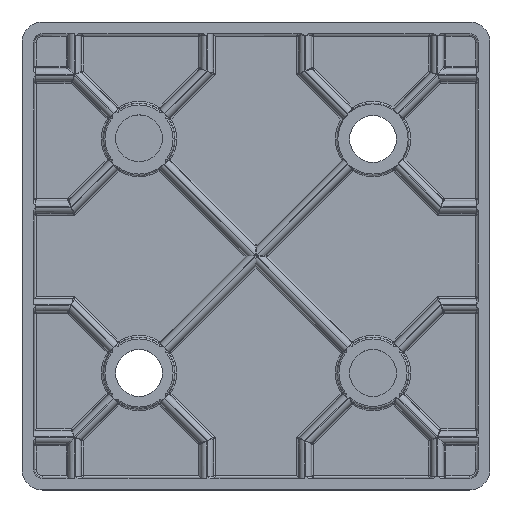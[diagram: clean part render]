
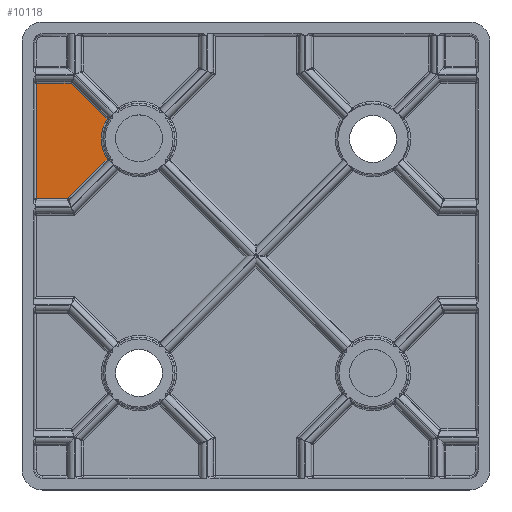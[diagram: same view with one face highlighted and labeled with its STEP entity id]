
A CAD part, top view. The second image highlights one B-rep face of the part: STEP entity #10118.
In plain terms, the highlighted planar face has unit normal (0, 0, 1).
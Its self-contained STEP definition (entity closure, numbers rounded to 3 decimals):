
#2691 = EDGE_CURVE('',#2692,#2694,#2696,.T.);
#2692 = VERTEX_POINT('',#2693);
#2693 = CARTESIAN_POINT('',(-26.45,20.,2.));
#2694 = VERTEX_POINT('',#2695);
#2695 = CARTESIAN_POINT('',(-25.469,23.419,2.));
#2696 = SURFACE_CURVE('',#2697,(#2702,#2714),.PCURVE_S1.);
#2697 = CIRCLE('',#2698,6.45);
#2698 = AXIS2_PLACEMENT_3D('',#2699,#2700,#2701);
#2699 = CARTESIAN_POINT('',(-20.,20.,2.));
#2700 = DIRECTION('',(0.,0.,-1.));
#2701 = DIRECTION('',(1.,0.,0.));
#2702 = PCURVE('',#2703,#2708);
#2703 = TOROIDAL_SURFACE('',#2704,6.45,0.3);
#2704 = AXIS2_PLACEMENT_3D('',#2705,#2706,#2707);
#2705 = CARTESIAN_POINT('',(-20.,20.,2.3));
#2706 = DIRECTION('',(0.,0.,1.));
#2707 = DIRECTION('',(1.,0.,-0.));
#2708 = DEFINITIONAL_REPRESENTATION('',(#2709),#2713);
#2709 = LINE('',#2710,#2711);
#2710 = CARTESIAN_POINT('',(6.283,4.712));
#2711 = VECTOR('',#2712,1.);
#2712 = DIRECTION('',(-1.,0.));
#2713 = ( GEOMETRIC_REPRESENTATION_CONTEXT(2) 
PARAMETRIC_REPRESENTATION_CONTEXT() REPRESENTATION_CONTEXT('2D SPACE',''
  ) );
#2714 = PCURVE('',#2715,#2720);
#2715 = PLANE('',#2716);
#2716 = AXIS2_PLACEMENT_3D('',#2717,#2718,#2719);
#2717 = CARTESIAN_POINT('',(36.5,36.5,2.));
#2718 = DIRECTION('',(0.,0.,1.));
#2719 = DIRECTION('',(1.,0.,-0.));
#2720 = DEFINITIONAL_REPRESENTATION('',(#2721),#2729);
#2721 = ( BOUNDED_CURVE() B_SPLINE_CURVE(2,(#2722,#2723,#2724,#2725,
#2726,#2727,#2728),.UNSPECIFIED.,.T.,.F.) B_SPLINE_CURVE_WITH_KNOTS((1,2
    ,2,2,2,1),(-2.094,0.,2.094,4.189,
6.283,8.378),.UNSPECIFIED.) CURVE() 
GEOMETRIC_REPRESENTATION_ITEM() RATIONAL_B_SPLINE_CURVE((1.,0.5,1.,0.5,
1.,0.5,1.)) REPRESENTATION_ITEM('') );
#2722 = CARTESIAN_POINT('',(-50.05,-16.5));
#2723 = CARTESIAN_POINT('',(-50.05,-27.672));
#2724 = CARTESIAN_POINT('',(-59.725,-22.086));
#2725 = CARTESIAN_POINT('',(-69.4,-16.5));
#2726 = CARTESIAN_POINT('',(-59.725,-10.914));
#2727 = CARTESIAN_POINT('',(-50.05,-5.328));
#2728 = CARTESIAN_POINT('',(-50.05,-16.5));
#2729 = ( GEOMETRIC_REPRESENTATION_CONTEXT(2) 
PARAMETRIC_REPRESENTATION_CONTEXT() REPRESENTATION_CONTEXT('2D SPACE',''
  ) );
#2865 = TOROIDAL_SURFACE('',#2866,6.45,0.3);
#2866 = AXIS2_PLACEMENT_3D('',#2867,#2868,#2869);
#2867 = CARTESIAN_POINT('',(-20.,20.,2.3));
#2868 = DIRECTION('',(0.,0.,1.));
#2869 = DIRECTION('',(1.,0.,-0.));
#7842 = CYLINDRICAL_SURFACE('',#7843,0.3);
#7843 = AXIS2_PLACEMENT_3D('',#7844,#7845,#7846);
#7844 = CARTESIAN_POINT('',(-37.55,36.5,2.3));
#7845 = DIRECTION('',(0.,-1.,0.));
#7846 = DIRECTION('',(-1.,0.,0.));
#10118 = ADVANCED_FACE('',(#10119),#2715,.T.);
#10119 = FACE_BOUND('',#10120,.T.);
#10120 = EDGE_LOOP('',(#10121,#10151,#10177,#10178,#10206,#10234,#10257)
  );
#10121 = ORIENTED_EDGE('',*,*,#10122,.T.);
#10122 = EDGE_CURVE('',#10123,#10125,#10127,.T.);
#10123 = VERTEX_POINT('',#10124);
#10124 = CARTESIAN_POINT('',(-32.186,9.864,2.));
#10125 = VERTEX_POINT('',#10126);
#10126 = CARTESIAN_POINT('',(-25.469,16.581,2.));
#10127 = SURFACE_CURVE('',#10128,(#10132,#10139),.PCURVE_S1.);
#10128 = LINE('',#10129,#10130);
#10129 = CARTESIAN_POINT('',(15.475,57.525,2.));
#10130 = VECTOR('',#10131,1.);
#10131 = DIRECTION('',(0.707,0.707,-0.));
#10132 = PCURVE('',#2715,#10133);
#10133 = DEFINITIONAL_REPRESENTATION('',(#10134),#10138);
#10134 = LINE('',#10135,#10136);
#10135 = CARTESIAN_POINT('',(-21.025,21.025));
#10136 = VECTOR('',#10137,1.);
#10137 = DIRECTION('',(0.707,0.707));
#10138 = ( GEOMETRIC_REPRESENTATION_CONTEXT(2) 
PARAMETRIC_REPRESENTATION_CONTEXT() REPRESENTATION_CONTEXT('2D SPACE',''
  ) );
#10139 = PCURVE('',#10140,#10145);
#10140 = CYLINDRICAL_SURFACE('',#10141,0.3);
#10141 = AXIS2_PLACEMENT_3D('',#10142,#10143,#10144);
#10142 = CARTESIAN_POINT('',(-25.209,16.842,2.3));
#10143 = DIRECTION('',(-0.707,-0.707,0.));
#10144 = DIRECTION('',(-0.707,0.707,0.));
#10145 = DEFINITIONAL_REPRESENTATION('',(#10146),#10150);
#10146 = LINE('',#10147,#10148);
#10147 = CARTESIAN_POINT('',(1.571,-57.535));
#10148 = VECTOR('',#10149,1.);
#10149 = DIRECTION('',(0.,-1.));
#10150 = ( GEOMETRIC_REPRESENTATION_CONTEXT(2) 
PARAMETRIC_REPRESENTATION_CONTEXT() REPRESENTATION_CONTEXT('2D SPACE',''
  ) );
#10151 = ORIENTED_EDGE('',*,*,#10152,.T.);
#10152 = EDGE_CURVE('',#10125,#2692,#10153,.T.);
#10153 = SURFACE_CURVE('',#10154,(#10159,#10170),.PCURVE_S1.);
#10154 = CIRCLE('',#10155,6.45);
#10155 = AXIS2_PLACEMENT_3D('',#10156,#10157,#10158);
#10156 = CARTESIAN_POINT('',(-20.,20.,2.));
#10157 = DIRECTION('',(0.,0.,-1.));
#10158 = DIRECTION('',(1.,0.,0.));
#10159 = PCURVE('',#2715,#10160);
#10160 = DEFINITIONAL_REPRESENTATION('',(#10161),#10169);
#10161 = ( BOUNDED_CURVE() B_SPLINE_CURVE(2,(#10162,#10163,#10164,#10165
    ,#10166,#10167,#10168),.UNSPECIFIED.,.T.,.F.) 
B_SPLINE_CURVE_WITH_KNOTS((1,2,2,2,2,1),(-2.094,0.,
    2.094,4.189,6.283,8.378),
.UNSPECIFIED.) CURVE() GEOMETRIC_REPRESENTATION_ITEM() 
RATIONAL_B_SPLINE_CURVE((1.,0.5,1.,0.5,1.,0.5,1.)) REPRESENTATION_ITEM(
  '') );
#10162 = CARTESIAN_POINT('',(-50.05,-16.5));
#10163 = CARTESIAN_POINT('',(-50.05,-27.672));
#10164 = CARTESIAN_POINT('',(-59.725,-22.086));
#10165 = CARTESIAN_POINT('',(-69.4,-16.5));
#10166 = CARTESIAN_POINT('',(-59.725,-10.914));
#10167 = CARTESIAN_POINT('',(-50.05,-5.328));
#10168 = CARTESIAN_POINT('',(-50.05,-16.5));
#10169 = ( GEOMETRIC_REPRESENTATION_CONTEXT(2) 
PARAMETRIC_REPRESENTATION_CONTEXT() REPRESENTATION_CONTEXT('2D SPACE',''
  ) );
#10170 = PCURVE('',#2865,#10171);
#10171 = DEFINITIONAL_REPRESENTATION('',(#10172),#10176);
#10172 = LINE('',#10173,#10174);
#10173 = CARTESIAN_POINT('',(6.283,4.712));
#10174 = VECTOR('',#10175,1.);
#10175 = DIRECTION('',(-1.,0.));
#10176 = ( GEOMETRIC_REPRESENTATION_CONTEXT(2) 
PARAMETRIC_REPRESENTATION_CONTEXT() REPRESENTATION_CONTEXT('2D SPACE',''
  ) );
#10177 = ORIENTED_EDGE('',*,*,#2691,.T.);
#10178 = ORIENTED_EDGE('',*,*,#10179,.T.);
#10179 = EDGE_CURVE('',#2694,#10180,#10182,.T.);
#10180 = VERTEX_POINT('',#10181);
#10181 = CARTESIAN_POINT('',(-31.601,29.55,2.));
#10182 = SURFACE_CURVE('',#10183,(#10187,#10194),.PCURVE_S1.);
#10183 = LINE('',#10184,#10185);
#10184 = CARTESIAN_POINT('',(-1.025,-1.025,2.));
#10185 = VECTOR('',#10186,1.);
#10186 = DIRECTION('',(-0.707,0.707,0.));
#10187 = PCURVE('',#2715,#10188);
#10188 = DEFINITIONAL_REPRESENTATION('',(#10189),#10193);
#10189 = LINE('',#10190,#10191);
#10190 = CARTESIAN_POINT('',(-37.525,-37.525));
#10191 = VECTOR('',#10192,1.);
#10192 = DIRECTION('',(-0.707,0.707));
#10193 = ( GEOMETRIC_REPRESENTATION_CONTEXT(2) 
PARAMETRIC_REPRESENTATION_CONTEXT() REPRESENTATION_CONTEXT('2D SPACE',''
  ) );
#10194 = PCURVE('',#10195,#10200);
#10195 = CYLINDRICAL_SURFACE('',#10196,0.3);
#10196 = AXIS2_PLACEMENT_3D('',#10197,#10198,#10199);
#10197 = CARTESIAN_POINT('',(-25.209,23.158,2.3));
#10198 = DIRECTION('',(0.707,-0.707,0.));
#10199 = DIRECTION('',(-0.707,-0.707,0.));
#10200 = DEFINITIONAL_REPRESENTATION('',(#10201),#10205);
#10201 = LINE('',#10202,#10203);
#10202 = CARTESIAN_POINT('',(1.571,34.2));
#10203 = VECTOR('',#10204,1.);
#10204 = DIRECTION('',(0.,-1.));
#10205 = ( GEOMETRIC_REPRESENTATION_CONTEXT(2) 
PARAMETRIC_REPRESENTATION_CONTEXT() REPRESENTATION_CONTEXT('2D SPACE',''
  ) );
#10206 = ORIENTED_EDGE('',*,*,#10207,.T.);
#10207 = EDGE_CURVE('',#10180,#10208,#10210,.T.);
#10208 = VERTEX_POINT('',#10209);
#10209 = CARTESIAN_POINT('',(-37.55,29.55,2.));
#10210 = SURFACE_CURVE('',#10211,(#10215,#10222),.PCURVE_S1.);
#10211 = LINE('',#10212,#10213);
#10212 = CARTESIAN_POINT('',(36.5,29.55,2.));
#10213 = VECTOR('',#10214,1.);
#10214 = DIRECTION('',(-1.,0.,0.));
#10215 = PCURVE('',#2715,#10216);
#10216 = DEFINITIONAL_REPRESENTATION('',(#10217),#10221);
#10217 = LINE('',#10218,#10219);
#10218 = CARTESIAN_POINT('',(0.,-6.95));
#10219 = VECTOR('',#10220,1.);
#10220 = DIRECTION('',(-1.,0.));
#10221 = ( GEOMETRIC_REPRESENTATION_CONTEXT(2) 
PARAMETRIC_REPRESENTATION_CONTEXT() REPRESENTATION_CONTEXT('2D SPACE',''
  ) );
#10222 = PCURVE('',#10223,#10228);
#10223 = CYLINDRICAL_SURFACE('',#10224,0.3);
#10224 = AXIS2_PLACEMENT_3D('',#10225,#10226,#10227);
#10225 = CARTESIAN_POINT('',(-31.414,29.55,2.3));
#10226 = DIRECTION('',(1.,-0.,0.));
#10227 = DIRECTION('',(0.,0.,1.));
#10228 = DEFINITIONAL_REPRESENTATION('',(#10229),#10233);
#10229 = LINE('',#10230,#10231);
#10230 = CARTESIAN_POINT('',(3.142,67.914));
#10231 = VECTOR('',#10232,1.);
#10232 = DIRECTION('',(0.,-1.));
#10233 = ( GEOMETRIC_REPRESENTATION_CONTEXT(2) 
PARAMETRIC_REPRESENTATION_CONTEXT() REPRESENTATION_CONTEXT('2D SPACE',''
  ) );
#10234 = ORIENTED_EDGE('',*,*,#10235,.T.);
#10235 = EDGE_CURVE('',#10208,#10236,#10238,.T.);
#10236 = VERTEX_POINT('',#10237);
#10237 = CARTESIAN_POINT('',(-37.55,9.864,2.));
#10238 = SURFACE_CURVE('',#10239,(#10243,#10250),.PCURVE_S1.);
#10239 = LINE('',#10240,#10241);
#10240 = CARTESIAN_POINT('',(-37.55,36.5,2.));
#10241 = VECTOR('',#10242,1.);
#10242 = DIRECTION('',(0.,-1.,-0.));
#10243 = PCURVE('',#2715,#10244);
#10244 = DEFINITIONAL_REPRESENTATION('',(#10245),#10249);
#10245 = LINE('',#10246,#10247);
#10246 = CARTESIAN_POINT('',(-74.05,0.));
#10247 = VECTOR('',#10248,1.);
#10248 = DIRECTION('',(0.,-1.));
#10249 = ( GEOMETRIC_REPRESENTATION_CONTEXT(2) 
PARAMETRIC_REPRESENTATION_CONTEXT() REPRESENTATION_CONTEXT('2D SPACE',''
  ) );
#10250 = PCURVE('',#7842,#10251);
#10251 = DEFINITIONAL_REPRESENTATION('',(#10252),#10256);
#10252 = LINE('',#10253,#10254);
#10253 = CARTESIAN_POINT('',(1.571,0.));
#10254 = VECTOR('',#10255,1.);
#10255 = DIRECTION('',(0.,1.));
#10256 = ( GEOMETRIC_REPRESENTATION_CONTEXT(2) 
PARAMETRIC_REPRESENTATION_CONTEXT() REPRESENTATION_CONTEXT('2D SPACE',''
  ) );
#10257 = ORIENTED_EDGE('',*,*,#10258,.T.);
#10258 = EDGE_CURVE('',#10236,#10123,#10259,.T.);
#10259 = SURFACE_CURVE('',#10260,(#10264,#10271),.PCURVE_S1.);
#10260 = LINE('',#10261,#10262);
#10261 = CARTESIAN_POINT('',(36.5,9.864,2.));
#10262 = VECTOR('',#10263,1.);
#10263 = DIRECTION('',(1.,0.,-0.));
#10264 = PCURVE('',#2715,#10265);
#10265 = DEFINITIONAL_REPRESENTATION('',(#10266),#10270);
#10266 = LINE('',#10267,#10268);
#10267 = CARTESIAN_POINT('',(0.,-26.636));
#10268 = VECTOR('',#10269,1.);
#10269 = DIRECTION('',(1.,0.));
#10270 = ( GEOMETRIC_REPRESENTATION_CONTEXT(2) 
PARAMETRIC_REPRESENTATION_CONTEXT() REPRESENTATION_CONTEXT('2D SPACE',''
  ) );
#10271 = PCURVE('',#10272,#10277);
#10272 = CYLINDRICAL_SURFACE('',#10273,0.3);
#10273 = AXIS2_PLACEMENT_3D('',#10274,#10275,#10276);
#10274 = CARTESIAN_POINT('',(-32.,9.864,2.3));
#10275 = DIRECTION('',(-1.,0.,-0.));
#10276 = DIRECTION('',(0.,0.,-1.));
#10277 = DEFINITIONAL_REPRESENTATION('',(#10278),#10282);
#10278 = LINE('',#10279,#10280);
#10279 = CARTESIAN_POINT('',(0.,-68.5));
#10280 = VECTOR('',#10281,1.);
#10281 = DIRECTION('',(0.,-1.));
#10282 = ( GEOMETRIC_REPRESENTATION_CONTEXT(2) 
PARAMETRIC_REPRESENTATION_CONTEXT() REPRESENTATION_CONTEXT('2D SPACE',''
  ) );
